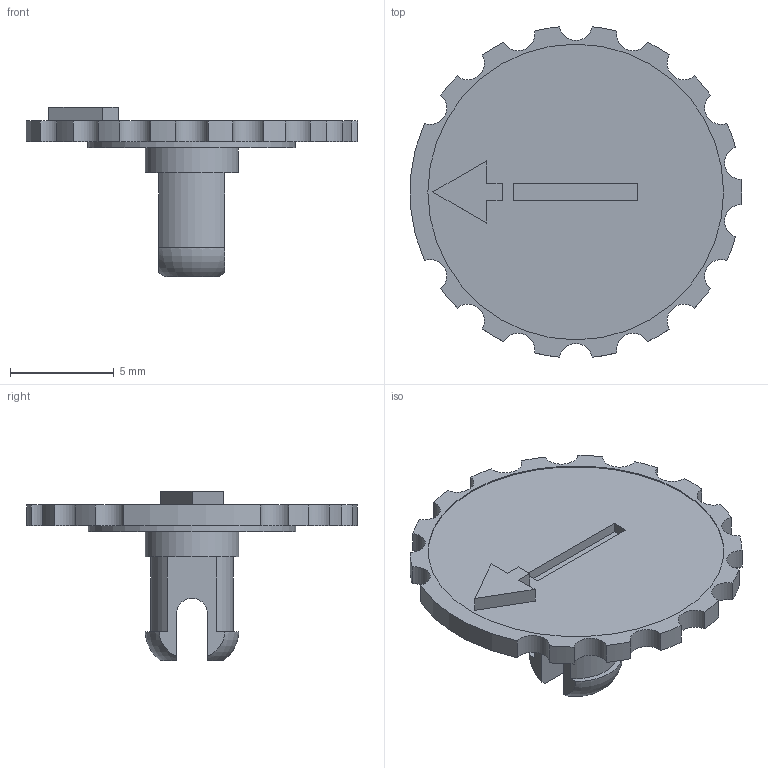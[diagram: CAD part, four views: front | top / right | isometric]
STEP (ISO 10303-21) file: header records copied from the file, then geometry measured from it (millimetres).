
FILE_DESCRIPTION(/* description */ ('Unknown'),/* implementation_level */ '2;1');
FILE_NAME(/* name */ '5371 (JPEPL5371CR)',/* time_stamp */ '2025-12-03T13:08:52+02:00',/* author */ ('Unknown'),/* organization */ ('Unknown'),/* preprocessor_version */ 'ST-DEVELOPER v19.4',/* originating_system */ 'Solid Edge',/* authorisation */ 'Unknown');
FILE_SCHEMA (('AUTOMOTIVE_DESIGN {1 0 10303 214 3 1 1}'));
Length unit declared in the file: millimetre
Products named in the file (1): 5371 (JPEPL5371CR)
Bounding box: 15.97 x 15.92 x 8.15 mm (x, y, z)
Volume: 266.3 mm3; surface area: 549.1 mm2
Topology: 1 solids, 1 shells, 66 faces, 175 edges, 117 vertices
Faces by surface type: cylinder 38, plane 26, torus 2
Full cylindrical faces by diameter (mm): 4.5 x1, 10 x1, 14.25 x1
Entity records: 2101 total; most frequent: CARTESIAN_POINT 378, DIRECTION 377, ORIENTED_EDGE 342, EDGE_CURVE 171, AXIS2_PLACEMENT_3D 147, VERTEX_POINT 116, LINE 83, VECTOR 83
